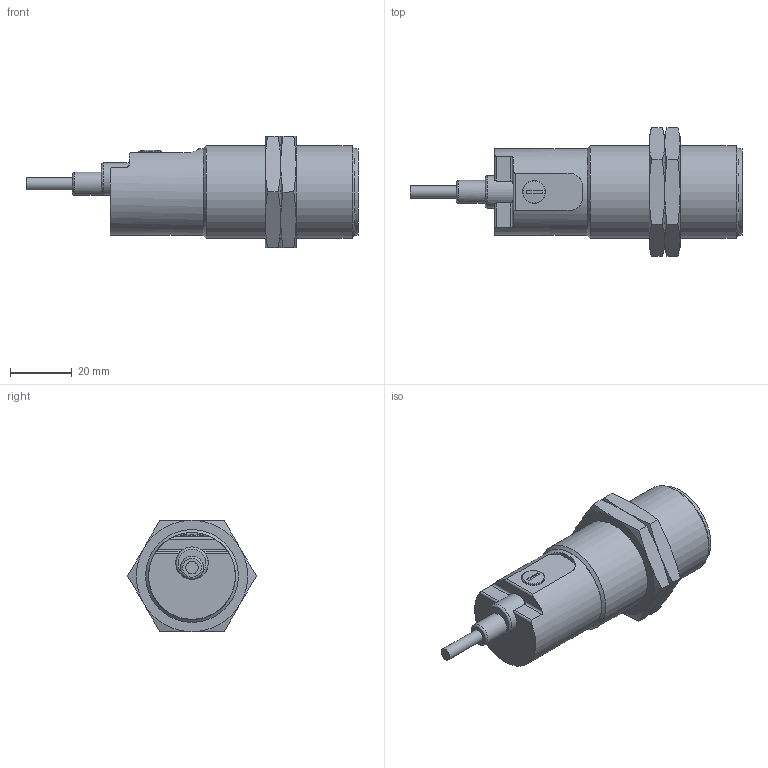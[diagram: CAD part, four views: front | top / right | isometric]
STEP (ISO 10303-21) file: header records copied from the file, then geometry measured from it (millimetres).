
FILE_DESCRIPTION (( 'STEP AP214' ), '1' );
FILE_NAME ('CT2-AN-2A.STEP', '2019-04-10T21:37:59', ( '' ), ( '' ), 'SwSTEP 2.0', 'SolidWorks 2018', '' );
FILE_SCHEMA (( 'AUTOMOTIVE_DESIGN' ));
Length unit declared in the file: inch
Products named in the file (1): CT2-AN-2A
Bounding box: 107.3 x 41.57 x 36 mm (x, y, z)
Volume: 58385.2 mm3; surface area: 12939.8 mm2
Topology: 3 solids, 3 shells, 88 faces, 202 edges, 125 vertices
Faces by surface type: plane 33, cone 31, cylinder 20, bspline 4
Full cylindrical faces by diameter (mm): 4 x1, 7.45 x1, 7.5 x1, 10.45 x1, 28 x2, 28.376 x2, 30 x1
Entity records: 3879 total; most frequent: CARTESIAN_POINT 924, ORIENTED_EDGE 350, DIRECTION 333, EDGE_CURVE 175, AXIS2_PLACEMENT_3D 145, VERTEX_POINT 116, EDGE_LOOP 115, FACE_OUTER_BOUND 99
